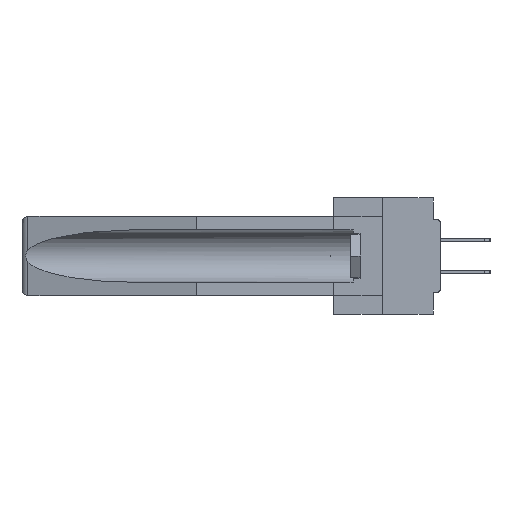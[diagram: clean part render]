
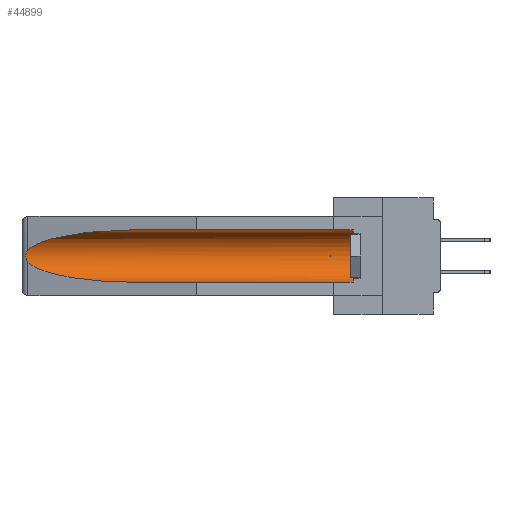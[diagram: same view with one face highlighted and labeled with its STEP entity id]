
A CAD part, left-side view. The second image highlights one B-rep face of the part: STEP entity #44899.
In plain terms, the highlighted cylindrical face has radius 2.857 mm (diameter 5.715 mm), a partial arc.
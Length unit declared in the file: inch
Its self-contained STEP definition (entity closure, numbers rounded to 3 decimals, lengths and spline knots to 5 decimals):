
#130 = DIRECTION ( 'NONE',  ( 0., 0., 1. ) ) ;
#319 = ORIENTED_EDGE ( 'NONE', *, *, #27645, .T. ) ;
#526 = CIRCLE ( 'NONE', #33854, 0.1125 ) ;
#1473 = CARTESIAN_POINT ( 'NONE',  ( 0.25451, 1.48313, -0.24835 ) ) ;
#4276 =( BOUNDED_CURVE ( )  B_SPLINE_CURVE ( 3, ( #8627, #1473, #5207, #27438 ),
 .UNSPECIFIED., .F., .F. ) 
 B_SPLINE_CURVE_WITH_KNOTS ( ( 4, 4 ),
 ( 0.1948, 1.5708 ),
 .UNSPECIFIED. ) 
 CURVE ( )  GEOMETRIC_REPRESENTATION_ITEM ( )  RATIONAL_B_SPLINE_CURVE ( ( 1., 0.848, 0.848, 1. ) ) 
 REPRESENTATION_ITEM ( '' )  );
#4813 = ORIENTED_EDGE ( 'NONE', *, *, #38030, .T. ) ;
#5207 = CARTESIAN_POINT ( 'NONE',  ( 0.21114, 1.30732, -0.284 ) ) ;
#7095 = DIRECTION ( 'NONE',  ( 0., 1., 0. ) ) ;
#8627 = CARTESIAN_POINT ( 'NONE',  ( 0.26537, 1.52718, -0.19328 ) ) ;
#8735 = FACE_OUTER_BOUND ( 'NONE', #31583, .T. ) ;
#9663 = ORIENTED_EDGE ( 'NONE', *, *, #42756, .T. ) ;
#10494 = CARTESIAN_POINT ( 'NONE',  ( 0.155, -0.30754, -0.284 ) ) ;
#10643 = CARTESIAN_POINT ( 'NONE',  ( 0.2675, 1.53308, -0.16763 ) ) ;
#10750 = CARTESIAN_POINT ( 'NONE',  ( 0.26537, 1.52718, -0.19328 ) ) ;
#10969 = CARTESIAN_POINT ( 'NONE',  ( 0.26655, 1.53094, -0.18657 ) ) ;
#11928 = DIRECTION ( 'NONE',  ( 0., 0., 1. ) ) ;
#12363 = CARTESIAN_POINT ( 'NONE',  ( 0.155, -0.30754, -0.059 ) ) ;
#12959 = VERTEX_POINT ( 'NONE', #19919 ) ;
#13668 = VERTEX_POINT ( 'NONE', #31594 ) ;
#14306 = CARTESIAN_POINT ( 'NONE',  ( 0.26537, 1.52718, -0.14972 ) ) ;
#14957 = ORIENTED_EDGE ( 'NONE', *, *, #21387, .T. ) ;
#15632 = CARTESIAN_POINT ( 'NONE',  ( 0.155, 0.126, -0.059 ) ) ;
#18485 = ORIENTED_EDGE ( 'NONE', *, *, #28993, .T. ) ;
#19919 = CARTESIAN_POINT ( 'NONE',  ( 0.155, 1.07973, -0.059 ) ) ;
#19970 = VERTEX_POINT ( 'NONE', #15632 ) ;
#20455 = CARTESIAN_POINT ( 'NONE',  ( 0.155, 1.07973, -0.284 ) ) ;
#21387 = EDGE_CURVE ( 'NONE', #30017, #41675, #4276, .T. ) ;
#21426 = CARTESIAN_POINT ( 'NONE',  ( 0.26597, 1.52961, -0.15275 ) ) ;
#22222 = VECTOR ( 'NONE', #7095, 39.37008 ) ;
#22434 = CARTESIAN_POINT ( 'NONE',  ( 0.155, 0.126, -0.284 ) ) ;
#22648 = DIRECTION ( 'NONE',  ( 0., -1., 0. ) ) ;
#22680 = VECTOR ( 'NONE', #42425, 39.37008 ) ;
#24962 = CARTESIAN_POINT ( 'NONE',  ( 0.2673, 1.5327, -0.16383 ) ) ;
#25290 = CARTESIAN_POINT ( 'NONE',  ( 0.2673, 1.53269, -0.17917 ) ) ;
#25904 = CARTESIAN_POINT ( 'NONE',  ( 0.155, -0.30754, -0.1715 ) ) ;
#27438 = CARTESIAN_POINT ( 'NONE',  ( 0.155, 1.07973, -0.284 ) ) ;
#27645 = EDGE_CURVE ( 'NONE', #33861, #19970, #526, .T. ) ;
#28810 = CARTESIAN_POINT ( 'NONE',  ( 0.155, 1.07973, -0.059 ) ) ;
#28993 = EDGE_CURVE ( 'NONE', #12959, #13668, #46266, .T. ) ;
#29131 = AXIS2_PLACEMENT_3D ( 'NONE', #25904, #43791, #130 ) ;
#30017 = VERTEX_POINT ( 'NONE', #10750 ) ;
#31583 = EDGE_LOOP ( 'NONE', ( #18485, #4813, #14957, #40612, #319, #9663 ) ) ;
#31594 = CARTESIAN_POINT ( 'NONE',  ( 0.26537, 1.52718, -0.14972 ) ) ;
#32510 = LINE ( 'NONE', #10494, #22222 ) ;
#33854 = AXIS2_PLACEMENT_3D ( 'NONE', #42709, #22648, #11928 ) ;
#33861 = VERTEX_POINT ( 'NONE', #22434 ) ;
#35201 = CYLINDRICAL_SURFACE ( 'NONE', #29131, 0.1125 ) ;
#35326 = LINE ( 'NONE', #12363, #22680 ) ;
#36364 = CARTESIAN_POINT ( 'NONE',  ( 0.25451, 1.48313, -0.09465 ) ) ;
#37962 = EDGE_CURVE ( 'NONE', #33861, #41675, #32510, .T. ) ;
#38030 = EDGE_CURVE ( 'NONE', #13668, #30017, #45642, .T. ) ;
#39902 = CARTESIAN_POINT ( 'NONE',  ( 0.21114, 1.30732, -0.059 ) ) ;
#40076 = CARTESIAN_POINT ( 'NONE',  ( 0.26537, 1.52718, -0.19328 ) ) ;
#40612 = ORIENTED_EDGE ( 'NONE', *, *, #37962, .F. ) ;
#41675 = VERTEX_POINT ( 'NONE', #20455 ) ;
#42425 = DIRECTION ( 'NONE',  ( 0., 1., 0. ) ) ;
#42709 = CARTESIAN_POINT ( 'NONE',  ( 0.155, 0.126, -0.1715 ) ) ;
#42756 = EDGE_CURVE ( 'NONE', #19970, #12959, #35326, .T. ) ;
#43791 = DIRECTION ( 'NONE',  ( 0., 1., 0. ) ) ;
#43958 = CARTESIAN_POINT ( 'NONE',  ( 0.26654, 1.53092, -0.15636 ) ) ;
#44899 = ADVANCED_FACE ( 'NONE', ( #8735 ), #35201, .F. ) ;
#45642 = B_SPLINE_CURVE_WITH_KNOTS ( 'NONE', 3,
 ( #47076, #21426, #43958, #24962, #10643, #47402, #25290, #10969, #47559, #40076 ),
 .UNSPECIFIED., .F., .F.,
 ( 4, 2, 2, 2, 4 ),
 ( 0., 0.00029, 0.00058, 0.00087, 0.00117 ),
 .UNSPECIFIED. ) ;
#46266 =( BOUNDED_CURVE ( )  B_SPLINE_CURVE ( 3, ( #28810, #39902, #36364, #14306 ),
 .UNSPECIFIED., .F., .T. ) 
 B_SPLINE_CURVE_WITH_KNOTS ( ( 4, 4 ),
 ( 4.71239, 6.08839 ),
 .UNSPECIFIED. ) 
 CURVE ( )  GEOMETRIC_REPRESENTATION_ITEM ( )  RATIONAL_B_SPLINE_CURVE ( ( 1., 0.848, 0.848, 1. ) ) 
 REPRESENTATION_ITEM ( '' )  );
#47076 = CARTESIAN_POINT ( 'NONE',  ( 0.26537, 1.52718, -0.14972 ) ) ;
#47402 = CARTESIAN_POINT ( 'NONE',  ( 0.2675, 1.53308, -0.17534 ) ) ;
#47559 = CARTESIAN_POINT ( 'NONE',  ( 0.26597, 1.5296, -0.19026 ) ) ;
